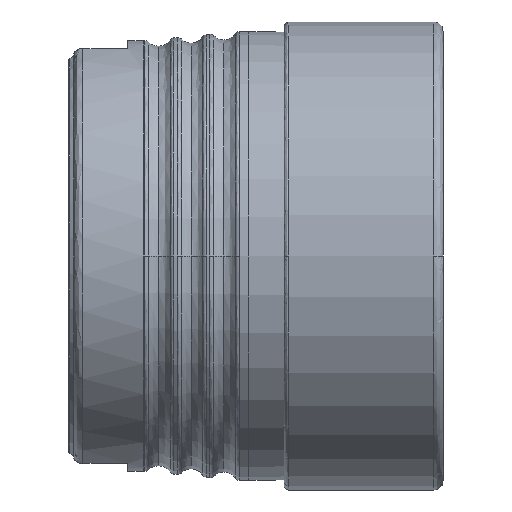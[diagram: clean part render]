
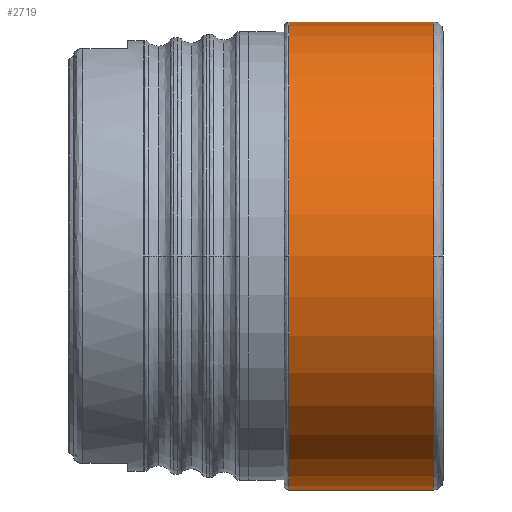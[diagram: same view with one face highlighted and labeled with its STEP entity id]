
A CAD part, front view. The second image highlights one B-rep face of the part: STEP entity #2719.
In plain terms, the highlighted cylindrical face has radius 25 mm (diameter 50 mm), a partial arc.
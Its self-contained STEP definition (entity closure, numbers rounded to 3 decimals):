
#320 = CYLINDRICAL_SURFACE ( 'NONE', #2513, 25. ) ;
#373 = LINE ( 'NONE', #915, #2410 ) ;
#424 = CARTESIAN_POINT ( 'NONE',  ( -0.25, 0., 25. ) ) ;
#490 = AXIS2_PLACEMENT_3D ( 'NONE', #1330, #3573, #3114 ) ;
#595 = VERTEX_POINT ( 'NONE', #424 ) ;
#612 = VERTEX_POINT ( 'NONE', #673 ) ;
#673 = CARTESIAN_POINT ( 'NONE',  ( -15.75, 0., -25. ) ) ;
#742 = VERTEX_POINT ( 'NONE', #2516 ) ;
#915 = CARTESIAN_POINT ( 'NONE',  ( -15.75, 0., 25. ) ) ;
#981 = DIRECTION ( 'NONE',  ( 1., 0., 0. ) ) ;
#1202 = EDGE_CURVE ( 'NONE', #3950, #595, #373, .T. ) ;
#1330 = CARTESIAN_POINT ( 'NONE',  ( -15.75, 0., 0. ) ) ;
#1400 = DIRECTION ( 'NONE',  ( 0., 1., 0. ) ) ;
#1423 = DIRECTION ( 'NONE',  ( 1., 0., 0. ) ) ;
#1428 = CARTESIAN_POINT ( 'NONE',  ( -0.25, 0., 0. ) ) ;
#1542 = DIRECTION ( 'NONE',  ( 0., 1., 0. ) ) ;
#1560 = DIRECTION ( 'NONE',  ( 1., 0., 0. ) ) ;
#1580 = CARTESIAN_POINT ( 'NONE',  ( -0.25, 0., 0. ) ) ;
#1603 = CARTESIAN_POINT ( 'NONE',  ( -15.75, 0., 25. ) ) ;
#1841 = DIRECTION ( 'NONE',  ( 0., 0., 1. ) ) ;
#1856 = DIRECTION ( 'NONE',  ( -1., 0., 0. ) ) ;
#1867 = CARTESIAN_POINT ( 'NONE',  ( -15.75, 0., 0. ) ) ;
#2301 = VECTOR ( 'NONE', #4295, 1000. ) ;
#2347 = CIRCLE ( 'NONE', #2591, 25. ) ;
#2372 = EDGE_CURVE ( 'NONE', #4633, #3950, #4434, .T. ) ;
#2410 = VECTOR ( 'NONE', #981, 1000. ) ;
#2439 = EDGE_LOOP ( 'NONE', ( #2996, #2959, #2933, #2887, #2872, #2821 ) ) ;
#2513 = AXIS2_PLACEMENT_3D ( 'NONE', #3290, #3304, #3254 ) ;
#2516 = CARTESIAN_POINT ( 'NONE',  ( -0.25, -25., 0. ) ) ;
#2522 = AXIS2_PLACEMENT_3D ( 'NONE', #1867, #1856, #1841 ) ;
#2549 = EDGE_CURVE ( 'NONE', #612, #3578, #4258, .T. ) ;
#2591 = AXIS2_PLACEMENT_3D ( 'NONE', #1580, #1560, #1542 ) ;
#2719 = ADVANCED_FACE ( 'NONE', ( #3992 ), #320, .T. ) ;
#2821 = ORIENTED_EDGE ( 'NONE', *, *, #4402, .F. ) ;
#2872 = ORIENTED_EDGE ( 'NONE', *, *, #4376, .F. ) ;
#2887 = ORIENTED_EDGE ( 'NONE', *, *, #2549, .T. ) ;
#2933 = ORIENTED_EDGE ( 'NONE', *, *, #3876, .F. ) ;
#2959 = ORIENTED_EDGE ( 'NONE', *, *, #2372, .F. ) ;
#2996 = ORIENTED_EDGE ( 'NONE', *, *, #1202, .F. ) ;
#3095 = AXIS2_PLACEMENT_3D ( 'NONE', #1428, #1423, #1400 ) ;
#3114 = DIRECTION ( 'NONE',  ( 0., 0., 1. ) ) ;
#3254 = DIRECTION ( 'NONE',  ( 0., 0., -1. ) ) ;
#3290 = CARTESIAN_POINT ( 'NONE',  ( -15.75, 0., 0. ) ) ;
#3304 = DIRECTION ( 'NONE',  ( 1., 0., 0. ) ) ;
#3573 = DIRECTION ( 'NONE',  ( -1., 0., 0. ) ) ;
#3578 = VERTEX_POINT ( 'NONE', #4699 ) ;
#3876 = EDGE_CURVE ( 'NONE', #612, #4633, #4195, .T. ) ;
#3950 = VERTEX_POINT ( 'NONE', #1603 ) ;
#3992 = FACE_OUTER_BOUND ( 'NONE', #2439, .T. ) ;
#4034 = CARTESIAN_POINT ( 'NONE',  ( -15.75, -25., 0. ) ) ;
#4195 = CIRCLE ( 'NONE', #2522, 25. ) ;
#4258 = LINE ( 'NONE', #4354, #2301 ) ;
#4295 = DIRECTION ( 'NONE',  ( 1., 0., 0. ) ) ;
#4303 = CIRCLE ( 'NONE', #3095, 25. ) ;
#4354 = CARTESIAN_POINT ( 'NONE',  ( -15.75, 0., -25. ) ) ;
#4376 = EDGE_CURVE ( 'NONE', #742, #3578, #2347, .T. ) ;
#4402 = EDGE_CURVE ( 'NONE', #595, #742, #4303, .T. ) ;
#4434 = CIRCLE ( 'NONE', #490, 25. ) ;
#4633 = VERTEX_POINT ( 'NONE', #4034 ) ;
#4699 = CARTESIAN_POINT ( 'NONE',  ( -0.25, 0., -25. ) ) ;
